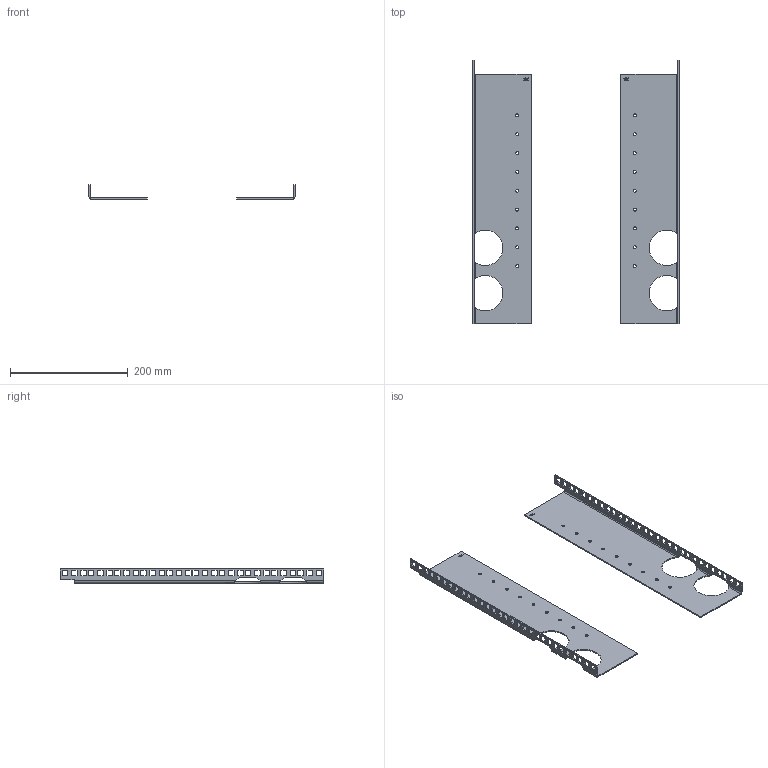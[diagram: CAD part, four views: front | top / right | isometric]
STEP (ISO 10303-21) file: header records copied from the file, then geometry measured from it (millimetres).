
FILE_DESCRIPTION(/* description */ (''),/* implementation_level */ '2;1');
FILE_NAME(/* name */ 'TV Cabinet Rack Posts.step',/* time_stamp */ '2020-04-18T19:24:16-07:00',/* author */ (''),/* organization */ (''),/* preprocessor_version */ 'ST-DEVELOPER v18.1',/* originating_system */ 'Autodesk Translation Framework v9.2.0.1227',/* authorisation */ '');
FILE_SCHEMA (('AUTOMOTIVE_DESIGN { 1 0 10303 214 3 1 1 }'));
Length unit declared in the file: millimetre
Products named in the file (2): TV Cabinet Rack Posts; Rack Posts New
Assembly tree (1 placements, depth 2):
  TV Cabinet Rack Posts
    Rack Posts New
Bounding box: 350 x 447.7 x 24 mm (x, y, z)
Volume: 169499.1 mm3; surface area: 182195 mm2
Topology: 2 solids, 2 shells, 464 faces, 1342 edges, 884 vertices
Faces by surface type: plane 320, bspline 102, cylinder 42
Full cylindrical faces by diameter (mm): 5 x18
Entity records: 16490 total; most frequent: CARTESIAN_POINT 4563, ORIENTED_EDGE 2684, DIRECTION 1934, EDGE_CURVE 1342, LINE 1068, VECTOR 1068, VERTEX_POINT 884, EDGE_LOOP 630
